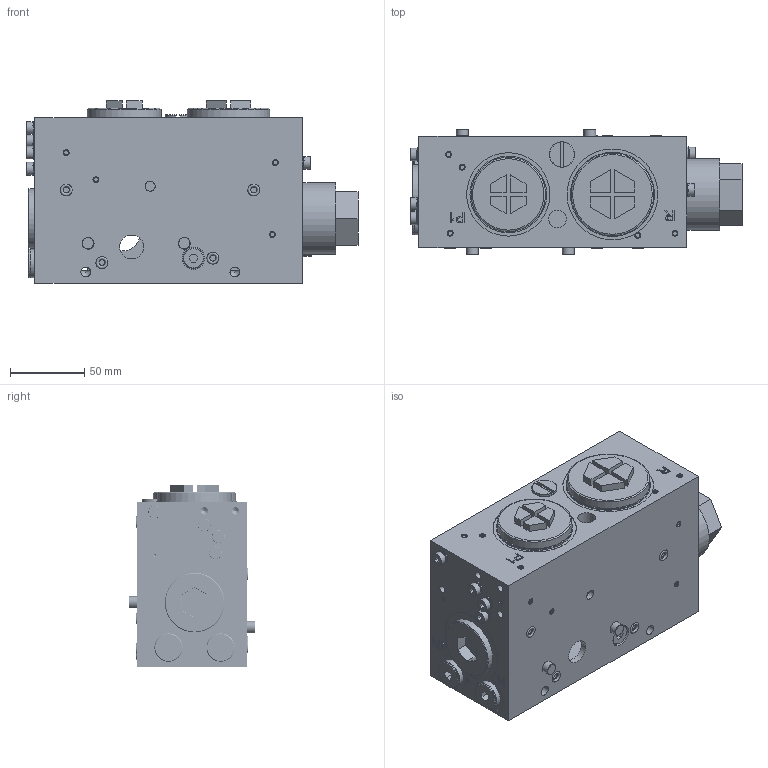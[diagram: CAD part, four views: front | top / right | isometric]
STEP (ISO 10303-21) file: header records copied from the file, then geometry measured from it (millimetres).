
FILE_DESCRIPTION(/* description */ ('Unknown'),/* implementation_level */ '2;1');
FILE_NAME(/* name */ '1435579_AP-2210-555R',/* time_stamp */ '2021-03-11T15:25:27+01:00',/* author */ ('Unknown'),/* organization */ ('Unknown'),/* preprocessor_version */ 'ST-DEVELOPER v16.7',/* originating_system */ 'DEX',/* authorisation */ $);
FILE_SCHEMA (('AUTOMOTIVE_DESIGN {1 0 10303 214 3 1 1}'));
Length unit declared in the file: millimetre
Products named in the file (39): AP-2210-555R-F; AP-2210-C01-141-H_oa_0; WU-4604-040; WU-4604-040_oa_1; WU-4604-040_oa_2; WV-7305-005_oa_3; AP-1630-001-002; WT-2601-115; WT-4015-001; HR-0111-039_oa_4; HR-0111-037_oa_5; AP-1610-001-024-A_oa_6; AP-1610-001-002-A_oa_7; AP-2210-001-021_oa_8; WS-0051-060_oa_9; AP-2210-001-018-A_oa_10; WT-2604-124; AP-2210-001-019-D_oa_11; AP-2210-001-020-A_oa_12; WS-0051-120_oa_13; WT-2000-057; WU-4208-012_oa_14; WW-5440-002_oa_15; WU-4208-012_oa_16; WX-2130-020_oa_17; wechselventil_oa_18; kogel_oa_19; WX-2130-020 O-RING_oa_20; WX-2130-020 O-RING_oa_21; WW-5440-004_oa_22; WU-1505-006; WW-5440-004_oa_23; WT-2600-516; XO-0008-048_oa_24; XO-0008-042_oa_25; WU-4604-040_oa_26; WU-4208-012_oa_27; WU-4208-012_oa_28; WU-4604-040_oa_29
Assembly tree (75 placements, depth 3):
  AP-2210-555R-F
    AP-2210-C01-141-H_oa_0
    WU-4604-040  x19
    WU-4604-040_oa_1
    WU-4604-040_oa_2
    WV-7305-005_oa_3
    AP-1630-001-002
    WT-2601-115
    WT-4015-001
    HR-0111-039_oa_4
    HR-0111-037_oa_5
    AP-1610-001-024-A_oa_6
    AP-1610-001-002-A_oa_7
    AP-2210-001-021_oa_8
    WS-0051-060_oa_9
    AP-2210-001-018-A_oa_10
    WT-2604-124
    AP-2210-001-019-D_oa_11
    AP-2210-001-020-A_oa_12
    WS-0051-120_oa_13
    WT-2000-057  x7
    WU-4208-012_oa_14
    WW-5440-002_oa_15
    WU-4208-012_oa_16
    WX-2130-020_oa_17
      wechselventil_oa_18
      kogel_oa_19
      WX-2130-020 O-RING_oa_20
      WX-2130-020 O-RING_oa_21
    WW-5440-004_oa_22
    WU-1505-006  x7
    WW-5440-004_oa_23
    WT-2600-516  x8
    XO-0008-048_oa_24
    XO-0008-042_oa_25
    WU-4604-040_oa_26
    WU-4208-012_oa_27
    WU-4208-012_oa_28
    WU-4604-040_oa_29
Bounding box: 223 x 84.5 x 122.5 mm (x, y, z)
Volume: 548725.5 mm3; surface area: 207129.8 mm2
Topology: 63 solids, 63 shells, 1727 faces, 3317 edges, 2264 vertices
Faces by surface type: plane 881, cylinder 713, cone 85, torus 33, bspline 15
Full cylindrical faces by diameter (mm): 2 x19, 3 x26, 3.75 x226, 4 x279, 4.134 x11, 4.917 x10, 5 x7, 5.7 x7, 6.647 x3, 7.7 x14, 7.8 x8, 8 x8, 8.376 x3, 8.5 x7, 9 x7, 10 x1, 10.95 x1, 11 x2, 11.445 x2, 11.835 x1, 12.38 x1, 13 x3, 13.8 x1, 13.917 x1, 14 x2, 15 x5, 16 x1, 17 x3, 18.8 x2, 19 x4
Entity records: 22857 total; most frequent: CARTESIAN_POINT 4481, DIRECTION 3130, ORIENTED_EDGE 2234, AXIS2_PLACEMENT_3D 1319, FACE_BOUND 1287, EDGE_LOOP 1262, EDGE_CURVE 1117, VERTEX_POINT 930
